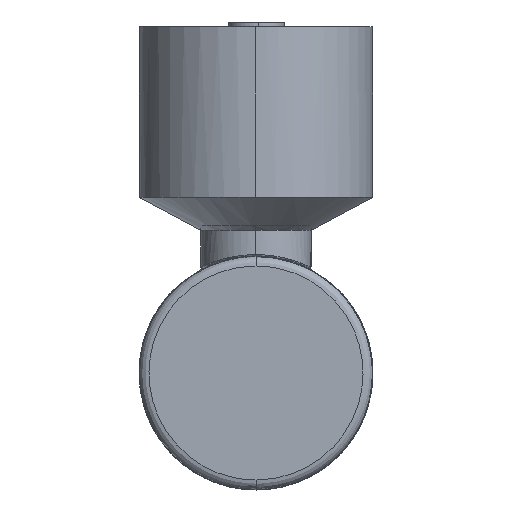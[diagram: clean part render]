
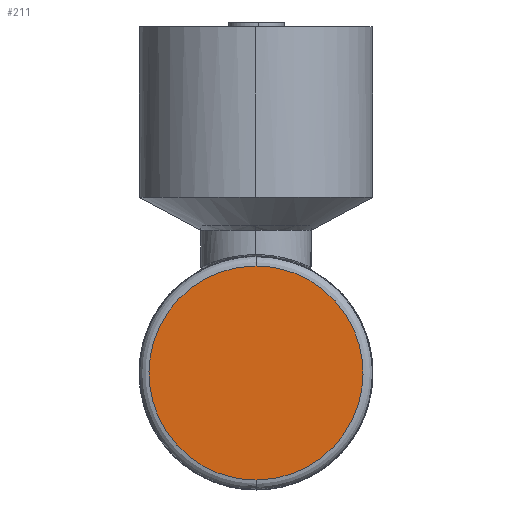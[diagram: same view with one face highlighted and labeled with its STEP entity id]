
A CAD part, left-side view. The second image highlights one B-rep face of the part: STEP entity #211.
In plain terms, the highlighted planar face has unit normal (1, 0, 0).
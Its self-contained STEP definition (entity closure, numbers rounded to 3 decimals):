
#51=PLANE('',#1858);
#211=ADVANCED_FACE('',(#318),#51,.T.);
#318=FACE_OUTER_BOUND('',#428,.T.);
#428=EDGE_LOOP('',(#815,#816));
#815=ORIENTED_EDGE('',*,*,#1167,.F.);
#816=ORIENTED_EDGE('',*,*,#1154,.F.);
#1154=EDGE_CURVE('',#1665,#1664,#1361,.T.);
#1167=EDGE_CURVE('',#1664,#1665,#1369,.T.);
#1361=(
BOUNDED_CURVE()
B_SPLINE_CURVE(2,(#4160,#4161,#4162,#4163,#4164),.UNSPECIFIED.,.F.,.F.)
B_SPLINE_CURVE_WITH_KNOTS((3,2,3),(0.,35.922,71.844),
 .UNSPECIFIED.)
CURVE()
GEOMETRIC_REPRESENTATION_ITEM()
RATIONAL_B_SPLINE_CURVE((1.,0.707,1.,0.707,
1.))
REPRESENTATION_ITEM('')
);
#1369=(
BOUNDED_CURVE()
B_SPLINE_CURVE(2,(#4197,#4198,#4199,#4200,#4201),.UNSPECIFIED.,.F.,.F.)
B_SPLINE_CURVE_WITH_KNOTS((3,2,3),(71.844,107.767,143.689),
 .UNSPECIFIED.)
CURVE()
GEOMETRIC_REPRESENTATION_ITEM()
RATIONAL_B_SPLINE_CURVE((1.,0.707,1.,0.707,1.))
REPRESENTATION_ITEM('')
);
#1664=VERTEX_POINT('',#3961);
#1665=VERTEX_POINT('',#3962);
#1858=AXIS2_PLACEMENT_3D('',#3871,#1905,$);
#1905=DIRECTION('',(1.,0.,0.));
#3871=CARTESIAN_POINT('',(-1646.025,-27.625,-21.877));
#3961=CARTESIAN_POINT('',(-1646.025,0.,28.617));
#3962=CARTESIAN_POINT('',(-1646.025,0.,-17.12));
#4160=CARTESIAN_POINT('',(-1646.025,0.,-17.12));
#4161=CARTESIAN_POINT('',(-1646.025,-22.869,-17.12));
#4162=CARTESIAN_POINT('',(-1646.025,-22.869,5.749));
#4163=CARTESIAN_POINT('',(-1646.025,-22.869,28.617));
#4164=CARTESIAN_POINT('',(-1646.025,0.,28.617));
#4197=CARTESIAN_POINT('',(-1646.025,0.,28.617));
#4198=CARTESIAN_POINT('',(-1646.025,22.869,28.617));
#4199=CARTESIAN_POINT('',(-1646.025,22.869,5.749));
#4200=CARTESIAN_POINT('',(-1646.025,22.869,-17.12));
#4201=CARTESIAN_POINT('',(-1646.025,0.,-17.12));
